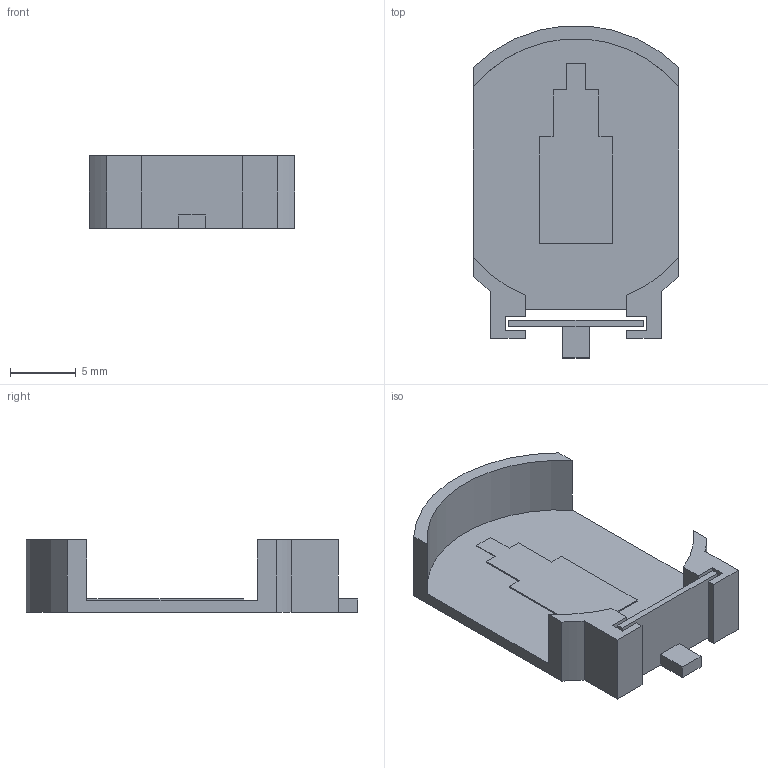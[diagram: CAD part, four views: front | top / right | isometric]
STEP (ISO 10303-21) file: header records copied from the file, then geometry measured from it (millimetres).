
FILE_DESCRIPTION(/* description */ (''),/* implementation_level */ '2;1');
FILE_NAME(/* name */ 'Harwin S8421-45R.stp',/* time_stamp */ '2019-04-16T16:58:53-04:00',/* author */ ('Ricardo'),/* organization */ (''),/* preprocessor_version */ 'ST-DEVELOPER v16.5',/* originating_system */ 'Autodesk Inventor 2017',/* authorisation */ '');
FILE_SCHEMA (('AUTOMOTIVE_DESIGN { 1 0 10303 214 3 1 1 }'));
Length unit declared in the file: millimetre
Products named in the file (3): Harwin S8421-45R; plastic; pins
Assembly tree (2 placements, depth 2):
  Harwin S8421-45R
    plastic
    pins
Bounding box: 15.6 x 25.25 x 5.5 mm (x, y, z)
Volume: 512.3 mm3; surface area: 1364.3 mm2
Topology: 3 solids, 3 shells, 54 faces, 142 edges, 94 vertices
Faces by surface type: plane 48, cylinder 6
Entity records: 1731 total; most frequent: CARTESIAN_POINT 295, ORIENTED_EDGE 284, DIRECTION 272, EDGE_CURVE 142, LINE 130, VECTOR 130, VERTEX_POINT 94, AXIS2_PLACEMENT_3D 71
